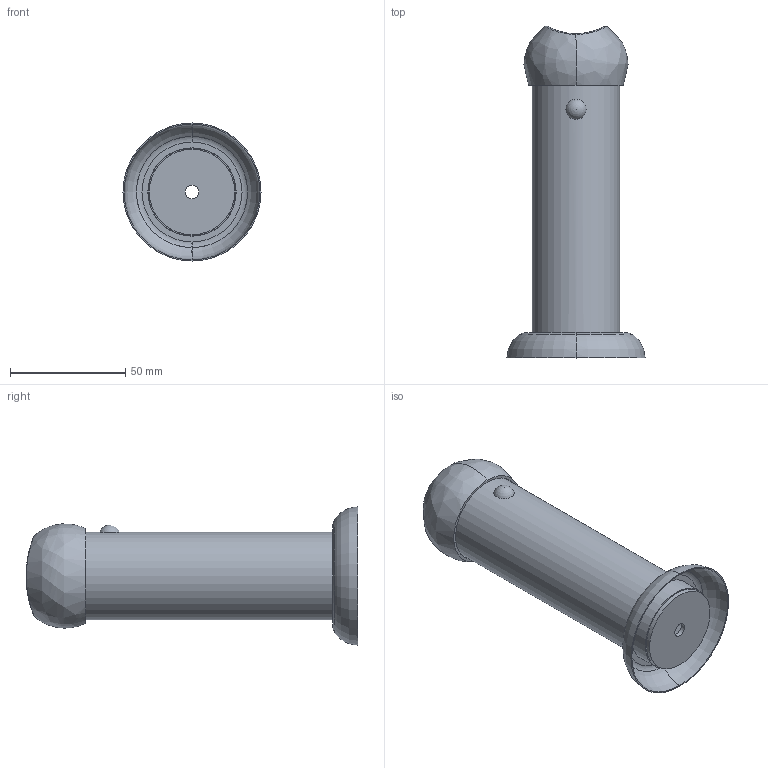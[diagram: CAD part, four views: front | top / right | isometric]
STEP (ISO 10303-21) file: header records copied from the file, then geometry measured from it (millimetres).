
FILE_DESCRIPTION(('STEP AP203'), '1');
FILE_NAME('103.stp', '2014-12-22T21:14:32', ('ba2ra'), ('3ds'), 'ASCON STEP Converter 1.3', 'Kompas 3D', '');
FILE_SCHEMA(('CONFIG_CONTROL_DESIGN','SUPPORT_RESOURCE_SCHEMA'));
Length unit declared in the file: millimetre
Products named in the file (7): 1; 2; 3; 4; 5; 6; 7
Assembly tree (6 placements, depth 2):
  1
    2
    3
    4
    5
    6
    7
Bounding box: 60 x 144.22 x 60 mm (x, y, z)
Volume: 29585.9 mm3; surface area: 58851.3 mm2
Topology: 7 solids, 7 shells, 47 faces, 88 edges, 57 vertices
Faces by surface type: cylinder 15, plane 14, torus 9, bspline 8, sphere 1
Full cylindrical faces by diameter (mm): 5 x1, 6 x4, 34.1 x1, 36.1 x2, 37.1 x2, 38.1 x1
Entity records: 4334 total; most frequent: CARTESIAN_POINT 2562, DIRECTION 197, ORIENTED_EDGE 174, AXIS2_PLACEMENT_3D 92, EDGE_CURVE 87, EDGE_LOOP 66, PERSON_AND_ORGANIZATION 61, VERTEX_POINT 57
